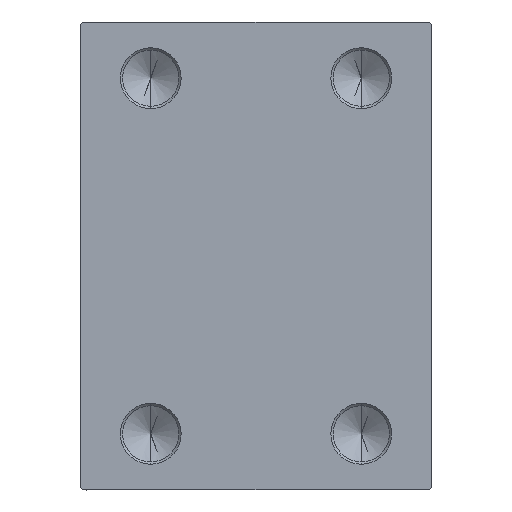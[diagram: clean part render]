
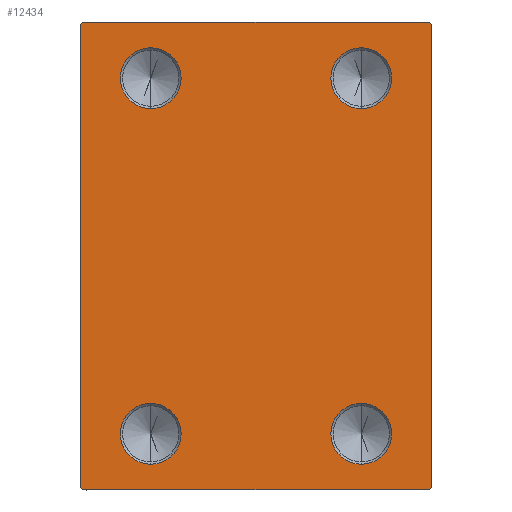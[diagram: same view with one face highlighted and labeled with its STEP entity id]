
A CAD part, left-side view. The second image highlights one B-rep face of the part: STEP entity #12434.
In plain terms, the highlighted face is planar.
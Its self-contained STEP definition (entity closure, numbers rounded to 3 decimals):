
#6 = DIRECTION ( 'NONE',  ( 1., 0., 0. ) ) ;
#348 = CARTESIAN_POINT ( 'NONE',  ( 98., 43.5, -43.5 ) ) ;
#518 = VERTEX_POINT ( 'NONE', #27534 ) ;
#1713 = CARTESIAN_POINT ( 'NONE',  ( 98., -37.5, 49.5 ) ) ;
#1864 = DIRECTION ( 'NONE',  ( 0., 0., -1. ) ) ;
#2242 = VECTOR ( 'NONE', #9484, 1000. ) ;
#2634 = DIRECTION ( 'NONE',  ( 1., 0., 0. ) ) ;
#2659 = CARTESIAN_POINT ( 'NONE',  ( 98., -37., -50. ) ) ;
#2809 = VERTEX_POINT ( 'NONE', #26249 ) ;
#3308 = CARTESIAN_POINT ( 'NONE',  ( 98., 22.5, -44.5 ) ) ;
#3465 = ORIENTED_EDGE ( 'NONE', *, *, #43256, .T. ) ;
#3836 = VECTOR ( 'NONE', #14489, 1000. ) ;
#4144 = DIRECTION ( 'NONE',  ( 0., 0.707, -0.707 ) ) ;
#4261 = EDGE_CURVE ( 'NONE', #11107, #18332, #42498, .T. ) ;
#4624 = ORIENTED_EDGE ( 'NONE', *, *, #43975, .T. ) ;
#4753 = ORIENTED_EDGE ( 'NONE', *, *, #24522, .F. ) ;
#4835 = CIRCLE ( 'NONE', #10731, 6.5 ) ;
#4920 = CARTESIAN_POINT ( 'NONE',  ( 98., 22.5, 44.5 ) ) ;
#5132 = LINE ( 'NONE', #33434, #6796 ) ;
#5408 = CARTESIAN_POINT ( 'NONE',  ( 98., 43.5, 43.5 ) ) ;
#5848 = VECTOR ( 'NONE', #19500, 1000. ) ;
#6338 = CIRCLE ( 'NONE', #12230, 6.5 ) ;
#6796 = VECTOR ( 'NONE', #12505, 1000. ) ;
#6903 = CARTESIAN_POINT ( 'NONE',  ( 98., 22.5, -38. ) ) ;
#6938 = CARTESIAN_POINT ( 'NONE',  ( 98., 22.5, 38. ) ) ;
#7025 = EDGE_CURVE ( 'NONE', #33270, #30372, #37780, .T. ) ;
#7340 = DIRECTION ( 'NONE',  ( 0., 0., -1. ) ) ;
#7411 = DIRECTION ( 'NONE',  ( 0., 0., -1. ) ) ;
#7456 = AXIS2_PLACEMENT_3D ( 'NONE', #20649, #31223, #34229 ) ;
#7775 = CARTESIAN_POINT ( 'NONE',  ( 98., 37.5, -50. ) ) ;
#8048 = EDGE_CURVE ( 'NONE', #518, #35460, #41211, .T. ) ;
#8049 = LINE ( 'NONE', #29428, #22500 ) ;
#9484 = DIRECTION ( 'NONE',  ( 0., -1., 0. ) ) ;
#9717 = EDGE_LOOP ( 'NONE', ( #23198, #35080 ) ) ;
#10065 = ORIENTED_EDGE ( 'NONE', *, *, #25772, .T. ) ;
#10201 = DIRECTION ( 'NONE',  ( 1., 0., 0. ) ) ;
#10305 = FACE_OUTER_BOUND ( 'NONE', #17542, .T. ) ;
#10731 = AXIS2_PLACEMENT_3D ( 'NONE', #24220, #10201, #7411 ) ;
#10995 = EDGE_LOOP ( 'NONE', ( #12833, #27605 ) ) ;
#11107 = VERTEX_POINT ( 'NONE', #41796 ) ;
#11323 = EDGE_LOOP ( 'NONE', ( #4753, #44310 ) ) ;
#11671 = CARTESIAN_POINT ( 'NONE',  ( 98., 22.5, 31.5 ) ) ;
#11898 = AXIS2_PLACEMENT_3D ( 'NONE', #34141, #2634, #16669 ) ;
#12084 = EDGE_CURVE ( 'NONE', #27225, #19059, #23723, .T. ) ;
#12224 = EDGE_LOOP ( 'NONE', ( #32177, #16351 ) ) ;
#12230 = AXIS2_PLACEMENT_3D ( 'NONE', #6938, #31762, #38459 ) ;
#12434 = ADVANCED_FACE ( 'NONE', ( #41802, #27761, #24321, #30991, #10305 ), #42875, .T. ) ;
#12505 = DIRECTION ( 'NONE',  ( 0., 0., -1. ) ) ;
#12508 = CARTESIAN_POINT ( 'NONE',  ( 98., -22.5, 31.5 ) ) ;
#12668 = CIRCLE ( 'NONE', #38378, 6.5 ) ;
#12833 = ORIENTED_EDGE ( 'NONE', *, *, #8048, .F. ) ;
#13126 = LINE ( 'NONE', #13806, #3836 ) ;
#13282 = VERTEX_POINT ( 'NONE', #29127 ) ;
#13300 = VERTEX_POINT ( 'NONE', #11671 ) ;
#13806 = CARTESIAN_POINT ( 'NONE',  ( 98., -37.5, -50. ) ) ;
#14013 = LINE ( 'NONE', #38631, #37604 ) ;
#14489 = DIRECTION ( 'NONE',  ( 0., 1., 0. ) ) ;
#15100 = VERTEX_POINT ( 'NONE', #2659 ) ;
#15138 = EDGE_CURVE ( 'NONE', #13300, #19696, #12668, .T. ) ;
#15587 = CARTESIAN_POINT ( 'NONE',  ( 98., 37.5, 49.5 ) ) ;
#16351 = ORIENTED_EDGE ( 'NONE', *, *, #12084, .F. ) ;
#16599 = CARTESIAN_POINT ( 'NONE',  ( 98., -37., 50. ) ) ;
#16622 = CARTESIAN_POINT ( 'NONE',  ( 98., 37.5, 50. ) ) ;
#16669 = DIRECTION ( 'NONE',  ( 0., 0., -1. ) ) ;
#16783 = VECTOR ( 'NONE', #38971, 1000. ) ;
#16917 = DIRECTION ( 'NONE',  ( 1., 0., 0. ) ) ;
#17542 = EDGE_LOOP ( 'NONE', ( #40429, #26908, #4624, #22578, #3465, #10065, #40155, #32707 ) ) ;
#18332 = VERTEX_POINT ( 'NONE', #15587 ) ;
#18847 = CARTESIAN_POINT ( 'NONE',  ( 98., 22.5, -31.5 ) ) ;
#19059 = VERTEX_POINT ( 'NONE', #18847 ) ;
#19079 = VERTEX_POINT ( 'NONE', #43210 ) ;
#19500 = DIRECTION ( 'NONE',  ( 0., 0., 1. ) ) ;
#19696 = VERTEX_POINT ( 'NONE', #4920 ) ;
#20649 = CARTESIAN_POINT ( 'NONE',  ( 98., 0., 0. ) ) ;
#22389 = EDGE_CURVE ( 'NONE', #19059, #27225, #4835, .T. ) ;
#22500 = VECTOR ( 'NONE', #4144, 1000. ) ;
#22531 = DIRECTION ( 'NONE',  ( 1., 0., 0. ) ) ;
#22578 = ORIENTED_EDGE ( 'NONE', *, *, #23639, .T. ) ;
#23198 = ORIENTED_EDGE ( 'NONE', *, *, #38567, .F. ) ;
#23639 = EDGE_CURVE ( 'NONE', #41456, #15100, #8049, .T. ) ;
#23723 = CIRCLE ( 'NONE', #36853, 6.5 ) ;
#24220 = CARTESIAN_POINT ( 'NONE',  ( 98., 22.5, -38. ) ) ;
#24321 = FACE_BOUND ( 'NONE', #9717, .T. ) ;
#24522 = EDGE_CURVE ( 'NONE', #19696, #13300, #6338, .T. ) ;
#25061 = CARTESIAN_POINT ( 'NONE',  ( 98., -22.5, -38. ) ) ;
#25772 = EDGE_CURVE ( 'NONE', #19079, #11107, #38749, .T. ) ;
#26148 = CARTESIAN_POINT ( 'NONE',  ( 98., -37.5, -49.5 ) ) ;
#26249 = CARTESIAN_POINT ( 'NONE',  ( 98., -22.5, -31.5 ) ) ;
#26516 = CIRCLE ( 'NONE', #39018, 6.5 ) ;
#26581 = VECTOR ( 'NONE', #30002, 1000. ) ;
#26908 = ORIENTED_EDGE ( 'NONE', *, *, #42036, .T. ) ;
#27225 = VERTEX_POINT ( 'NONE', #3308 ) ;
#27534 = CARTESIAN_POINT ( 'NONE',  ( 98., -22.5, 44.5 ) ) ;
#27605 = ORIENTED_EDGE ( 'NONE', *, *, #35216, .F. ) ;
#27761 = FACE_BOUND ( 'NONE', #10995, .T. ) ;
#29127 = CARTESIAN_POINT ( 'NONE',  ( 98., -22.5, -44.5 ) ) ;
#29428 = CARTESIAN_POINT ( 'NONE',  ( 98., -43.5, -43.5 ) ) ;
#30002 = DIRECTION ( 'NONE',  ( 0., -0.707, 0.707 ) ) ;
#30372 = VERTEX_POINT ( 'NONE', #16599 ) ;
#30925 = DIRECTION ( 'NONE',  ( 0., 0., -1. ) ) ;
#30991 = FACE_BOUND ( 'NONE', #12224, .T. ) ;
#31223 = DIRECTION ( 'NONE',  ( 1., 0., 0. ) ) ;
#31717 = CIRCLE ( 'NONE', #11898, 6.5 ) ;
#31762 = DIRECTION ( 'NONE',  ( 1., 0., 0. ) ) ;
#32177 = ORIENTED_EDGE ( 'NONE', *, *, #22389, .F. ) ;
#32707 = ORIENTED_EDGE ( 'NONE', *, *, #42535, .T. ) ;
#33270 = VERTEX_POINT ( 'NONE', #42179 ) ;
#33434 = CARTESIAN_POINT ( 'NONE',  ( 98., -37.5, 50. ) ) ;
#34141 = CARTESIAN_POINT ( 'NONE',  ( 98., -22.5, -38. ) ) ;
#34229 = DIRECTION ( 'NONE',  ( 0., 0., -1. ) ) ;
#34391 = CARTESIAN_POINT ( 'NONE',  ( 98., 22.5, 38. ) ) ;
#35080 = ORIENTED_EDGE ( 'NONE', *, *, #36634, .F. ) ;
#35216 = EDGE_CURVE ( 'NONE', #35460, #518, #26516, .T. ) ;
#35460 = VERTEX_POINT ( 'NONE', #12508 ) ;
#35656 = DIRECTION ( 'NONE',  ( 1., 0., 0. ) ) ;
#36564 = DIRECTION ( 'NONE',  ( 0., 0., -1. ) ) ;
#36598 = VERTEX_POINT ( 'NONE', #1713 ) ;
#36634 = EDGE_CURVE ( 'NONE', #13282, #2809, #38332, .T. ) ;
#36853 = AXIS2_PLACEMENT_3D ( 'NONE', #6903, #6, #7340 ) ;
#36926 = LINE ( 'NONE', #5408, #26581 ) ;
#37061 = CARTESIAN_POINT ( 'NONE',  ( 98., -22.5, 38. ) ) ;
#37282 = DIRECTION ( 'NONE',  ( 1., 0., 0. ) ) ;
#37604 = VECTOR ( 'NONE', #38844, 1000. ) ;
#37780 = LINE ( 'NONE', #16622, #2242 ) ;
#38332 = CIRCLE ( 'NONE', #44921, 6.5 ) ;
#38378 = AXIS2_PLACEMENT_3D ( 'NONE', #34391, #16917, #30925 ) ;
#38459 = DIRECTION ( 'NONE',  ( 0., 0., -1. ) ) ;
#38567 = EDGE_CURVE ( 'NONE', #2809, #13282, #31717, .T. ) ;
#38631 = CARTESIAN_POINT ( 'NONE',  ( 98., -43.5, 43.5 ) ) ;
#38749 = LINE ( 'NONE', #348, #16783 ) ;
#38844 = DIRECTION ( 'NONE',  ( 0., -0.707, -0.707 ) ) ;
#38971 = DIRECTION ( 'NONE',  ( 0., 0.707, 0.707 ) ) ;
#39018 = AXIS2_PLACEMENT_3D ( 'NONE', #37061, #37282, #1864 ) ;
#39106 = DIRECTION ( 'NONE',  ( 0., 0., -1. ) ) ;
#40023 = CARTESIAN_POINT ( 'NONE',  ( 98., -22.5, 38. ) ) ;
#40155 = ORIENTED_EDGE ( 'NONE', *, *, #4261, .T. ) ;
#40429 = ORIENTED_EDGE ( 'NONE', *, *, #7025, .T. ) ;
#41211 = CIRCLE ( 'NONE', #42681, 6.5 ) ;
#41456 = VERTEX_POINT ( 'NONE', #26148 ) ;
#41796 = CARTESIAN_POINT ( 'NONE',  ( 98., 37.5, -49.5 ) ) ;
#41802 = FACE_BOUND ( 'NONE', #11323, .T. ) ;
#42036 = EDGE_CURVE ( 'NONE', #30372, #36598, #14013, .T. ) ;
#42179 = CARTESIAN_POINT ( 'NONE',  ( 98., 37., 50. ) ) ;
#42498 = LINE ( 'NONE', #7775, #5848 ) ;
#42535 = EDGE_CURVE ( 'NONE', #18332, #33270, #36926, .T. ) ;
#42681 = AXIS2_PLACEMENT_3D ( 'NONE', #40023, #22531, #36564 ) ;
#42875 = PLANE ( 'NONE',  #7456 ) ;
#43210 = CARTESIAN_POINT ( 'NONE',  ( 98., 37., -50. ) ) ;
#43256 = EDGE_CURVE ( 'NONE', #15100, #19079, #13126, .T. ) ;
#43975 = EDGE_CURVE ( 'NONE', #36598, #41456, #5132, .T. ) ;
#44310 = ORIENTED_EDGE ( 'NONE', *, *, #15138, .F. ) ;
#44921 = AXIS2_PLACEMENT_3D ( 'NONE', #25061, #35656, #39106 ) ;
